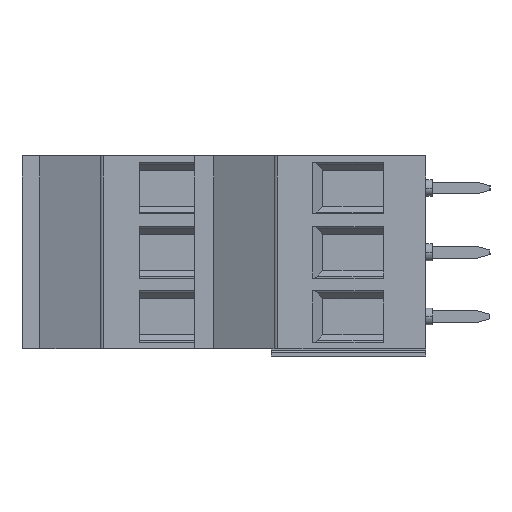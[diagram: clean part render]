
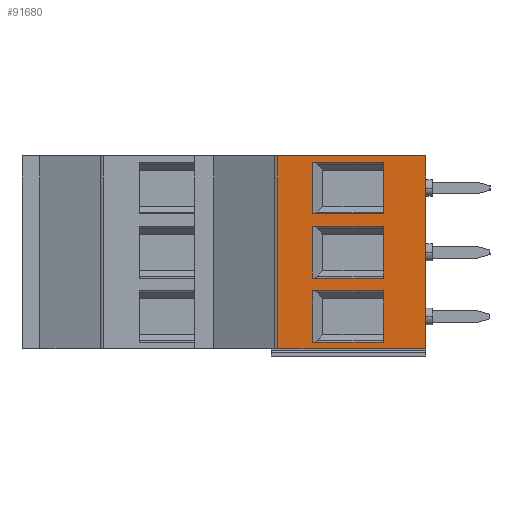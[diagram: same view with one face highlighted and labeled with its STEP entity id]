
A CAD part, left-side view. The second image highlights one B-rep face of the part: STEP entity #91680.
In plain terms, the highlighted planar face has unit normal (-1, 0, 0).
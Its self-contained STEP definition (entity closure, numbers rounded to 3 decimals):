
#1010=CARTESIAN_POINT('',(-60.857,42.991
   ,2.5));
#1020=VERTEX_POINT('',#1010);
#1050=CARTESIAN_POINT('',(-60.857,0.
   ,2.5));
#1060=DIRECTION('',(0.,1.,
   0.));
#1070=VECTOR('',#1060,1.);
#1080=LINE('',#1050,#1070);
#1090=CARTESIAN_POINT('',(-60.857,54.491
   ,2.5));
#1100=VERTEX_POINT('',#1090);
#1110=EDGE_CURVE('',#1020,#1100,#1080,.T.);
#15170=CARTESIAN_POINT('',(-60.857,
   46.291,2.));
#15180=VERTEX_POINT('',#15170);
#15210=CARTESIAN_POINT('',(-60.857,
   46.291,0.));
#15220=DIRECTION('',(0.,0.,
   -1.));
#15230=VECTOR('',#15220,1.);
#15240=LINE('',#15210,#15230);
#15250=CARTESIAN_POINT('',(-60.857,
   46.291,-2.));
#15260=VERTEX_POINT('',#15250);
#15270=EDGE_CURVE('',#15180,#15260,#15240,.T.);
#15840=CARTESIAN_POINT('',(-60.857,
   0.,-2.));
#15850=DIRECTION('',(0.,-1.,
   0.));
#15860=VECTOR('',#15850,1.);
#15870=LINE('',#15840,#15860);
#15880=CARTESIAN_POINT('',(-60.857,
   51.791,-2.));
#15890=VERTEX_POINT('',#15880);
#15900=EDGE_CURVE('',#15890,#15260,#15870,.T.);
#25420=CARTESIAN_POINT('',(-60.857,
   46.291,-3.));
#25430=VERTEX_POINT('',#25420);
#25680=CARTESIAN_POINT('',(-60.857,
   51.791,-3.));
#25690=VERTEX_POINT('',#25680);
#25720=CARTESIAN_POINT('',(-60.857,
   0.,-3.));
#25730=DIRECTION('',(0.,1.,
   0.));
#25740=VECTOR('',#25730,1.);
#25750=LINE('',#25720,#25740);
#25760=EDGE_CURVE('',#25430,#25690,#25750,.T.);
#41890=CARTESIAN_POINT('',(-60.857,
   54.491,-12.5));
#41900=VERTEX_POINT('',#41890);
#42000=CARTESIAN_POINT('',(-60.857,
   54.491,0.));
#42010=DIRECTION('',(0.,0.,
   1.));
#42020=VECTOR('',#42010,1.);
#42030=LINE('',#42000,#42020);
#42040=EDGE_CURVE('',#41900,#1100,#42030,.T.);
#44470=CARTESIAN_POINT('',(-60.857,
   51.791,2.));
#44480=VERTEX_POINT('',#44470);
#44510=CARTESIAN_POINT('',(-60.857,
   0.,2.));
#44520=DIRECTION('',(0.,1.,
   0.));
#44530=VECTOR('',#44520,1.);
#44540=LINE('',#44510,#44530);
#44550=EDGE_CURVE('',#15180,#44480,#44540,.T.);
#48650=CARTESIAN_POINT('',(-60.857,
   51.791,0.));
#48660=DIRECTION('',(0.,0.,
   -1.));
#48670=VECTOR('',#48660,1.);
#48680=LINE('',#48650,#48670);
#48690=EDGE_CURVE('',#44480,#15890,#48680,.T.);
#55950=CARTESIAN_POINT('',(-60.857,
   51.791,-7.));
#55960=VERTEX_POINT('',#55950);
#55990=CARTESIAN_POINT('',(-60.857,
   51.791,0.));
#56000=DIRECTION('',(0.,0.,
   -1.));
#56010=VECTOR('',#56000,1.);
#56020=LINE('',#55990,#56010);
#56030=EDGE_CURVE('',#25690,#55960,#56020,.T.);
#57820=CARTESIAN_POINT('',(-60.857,
   0.,-12.5));
#57830=DIRECTION('',(0.,1.,
   0.));
#57840=VECTOR('',#57830,1.);
#57850=LINE('',#57820,#57840);
#57860=CARTESIAN_POINT('',(-60.857,
   42.991,-12.5));
#57870=VERTEX_POINT('',#57860);
#57880=EDGE_CURVE('',#57870,#41900,#57850,.T.);
#73020=CARTESIAN_POINT('',(-60.857,
   42.991,-5.));
#73030=DIRECTION('',(0.,0.,
   1.));
#73040=VECTOR('',#73030,1.);
#73050=LINE('',#73020,#73040);
#73060=EDGE_CURVE('',#57870,#1020,#73050,.T.);
#79710=CARTESIAN_POINT('',(-60.857,
   46.291,-7.));
#79720=VERTEX_POINT('',#79710);
#79750=CARTESIAN_POINT('',(-60.857,
   0.,-7.));
#79760=DIRECTION('',(0.,-1.,
   0.));
#79770=VECTOR('',#79760,1.);
#79780=LINE('',#79750,#79770);
#79790=EDGE_CURVE('',#55960,#79720,#79780,.T.);
#86630=CARTESIAN_POINT('',(-60.857,
   46.291,0.));
#86640=DIRECTION('',(0.,0.,
   -1.));
#86650=VECTOR('',#86640,1.);
#86660=LINE('',#86630,#86650);
#86670=EDGE_CURVE('',#25430,#79720,#86660,.T.);
#91110=CARTESIAN_POINT('',(-60.857,
   51.791,-5.));
#91120=DIRECTION('',(-1.,0.,
   0.));
#91130=DIRECTION('',(0.,1.,
   0.));
#91140=AXIS2_PLACEMENT_3D('',#91110,#91120,#91130);
#91150=PLANE('',#91140);
#91160=ORIENTED_EDGE('',*,*,#25760,.F.);
#91170=ORIENTED_EDGE('',*,*,#56030,.F.);
#91180=ORIENTED_EDGE('',*,*,#79790,.F.);
#91190=ORIENTED_EDGE('',*,*,#86670,.T.);
#91200=EDGE_LOOP('',(#91190,#91180,#91170,#91160));
#91210=FACE_BOUND('',#91200,.T.);
#91220=ORIENTED_EDGE('',*,*,#15900,.F.);
#91230=ORIENTED_EDGE('',*,*,#15270,.T.);
#91240=ORIENTED_EDGE('',*,*,#44550,.F.);
#91250=ORIENTED_EDGE('',*,*,#48690,.F.);
#91260=EDGE_LOOP('',(#91250,#91240,#91230,#91220));
#91270=FACE_BOUND('',#91260,.T.);
#91280=CARTESIAN_POINT('',(-60.857,
   0.,-8.));
#91290=DIRECTION('',(0.,1.,
   0.));
#91300=VECTOR('',#91290,1.);
#91310=LINE('',#91280,#91300);
#91320=CARTESIAN_POINT('',(-60.857,
   46.291,-8.));
#91330=VERTEX_POINT('',#91320);
#91340=CARTESIAN_POINT('',(-60.857,
   51.791,-8.));
#91350=VERTEX_POINT('',#91340);
#91360=EDGE_CURVE('',#91330,#91350,#91310,.T.);
#91370=ORIENTED_EDGE('',*,*,#91360,.F.);
#91380=CARTESIAN_POINT('',(-60.857,
   51.791,-5.));
#91390=DIRECTION('',(0.,0.,
   -1.));
#91400=VECTOR('',#91390,1.);
#91410=LINE('',#91380,#91400);
#91420=CARTESIAN_POINT('',(-60.857,
   51.791,-12.));
#91430=VERTEX_POINT('',#91420);
#91440=EDGE_CURVE('',#91350,#91430,#91410,.T.);
#91450=ORIENTED_EDGE('',*,*,#91440,.F.);
#91460=CARTESIAN_POINT('',(-60.857,
   0.,-12.));
#91470=DIRECTION('',(0.,-1.,
   0.));
#91480=VECTOR('',#91470,1.);
#91490=LINE('',#91460,#91480);
#91500=CARTESIAN_POINT('',(-60.857,
   46.291,-12.));
#91510=VERTEX_POINT('',#91500);
#91520=EDGE_CURVE('',#91430,#91510,#91490,.T.);
#91530=ORIENTED_EDGE('',*,*,#91520,.F.);
#91540=CARTESIAN_POINT('',(-60.857,
   46.291,-5.));
#91550=DIRECTION('',(0.,0.,
   -1.));
#91560=VECTOR('',#91550,1.);
#91570=LINE('',#91540,#91560);
#91580=EDGE_CURVE('',#91330,#91510,#91570,.T.);
#91590=ORIENTED_EDGE('',*,*,#91580,.T.);
#91600=EDGE_LOOP('',(#91590,#91530,#91450,#91370));
#91610=FACE_BOUND('',#91600,.T.);
#91620=ORIENTED_EDGE('',*,*,#57880,.F.);
#91630=ORIENTED_EDGE('',*,*,#42040,.F.);
#91640=ORIENTED_EDGE('',*,*,#1110,.T.);
#91650=ORIENTED_EDGE('',*,*,#73060,.T.);
#91660=EDGE_LOOP('',(#91650,#91640,#91630,#91620));
#91670=FACE_OUTER_BOUND('',#91660,.T.);
#91680=ADVANCED_FACE('',(#91210,#91270,#91610,#91670),#91150,.T.);
